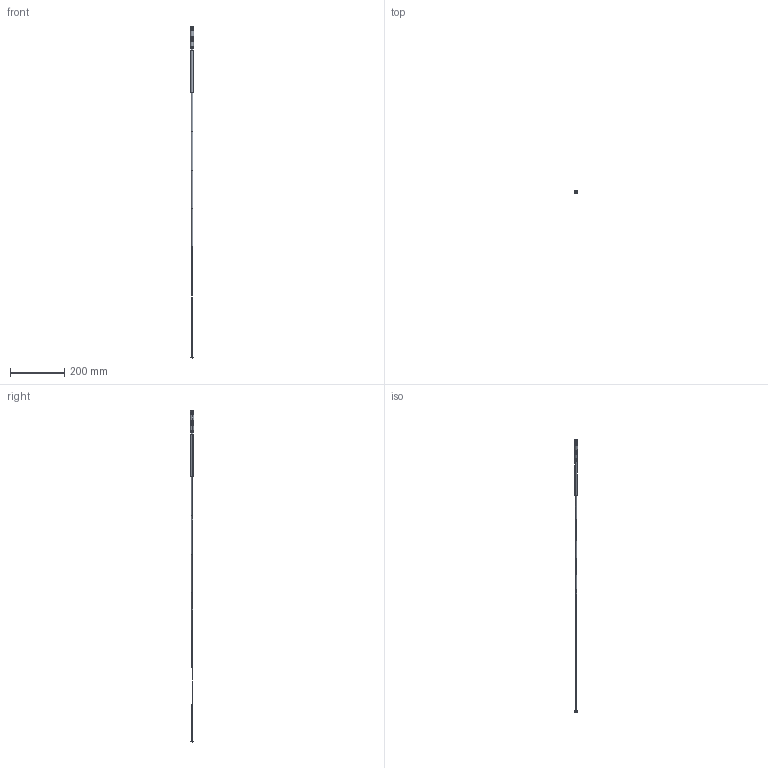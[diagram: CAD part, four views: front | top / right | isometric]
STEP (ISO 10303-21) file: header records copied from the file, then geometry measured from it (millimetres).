
FILE_DESCRIPTION (( 'STEP AP214' ), '1' );
FILE_NAME ('FMANRBD1013_3D.step', '2023-02-22T17:21:25', ( '' ), ( '' ), 'SwSTEP 2.0', 'SolidWorks 2022', '' );
FILE_SCHEMA (( 'AUTOMOTIVE_DESIGN' ));
Length unit declared in the file: inch
Products named in the file (6): BAC028_with flange; BAC028-MA2; BAC028; LCANRBD1013; FMANRBD1013_3D; BAC028-MA1
Assembly tree (5 placements, depth 3):
  FMANRBD1013_3D
    LCANRBD1013
    BAC028
      BAC028_with flange
      BAC028-MA2
      BAC028-MA1
Bounding box: 14.46 x 14.45 x 1228.55 mm (x, y, z)
Volume: 34755.4 mm3; surface area: 23295.7 mm2
Topology: 4 solids, 4 shells, 418 faces, 1127 edges, 745 vertices
Faces by surface type: plane 209, cylinder 187, cone 10, bspline 8, sphere 2, torus 2
Entity records: 13853 total; most frequent: CARTESIAN_POINT 2827, DIRECTION 2311, ORIENTED_EDGE 2254, EDGE_CURVE 1127, AXIS2_PLACEMENT_3D 815, VERTEX_POINT 745, LINE 681, VECTOR 681
